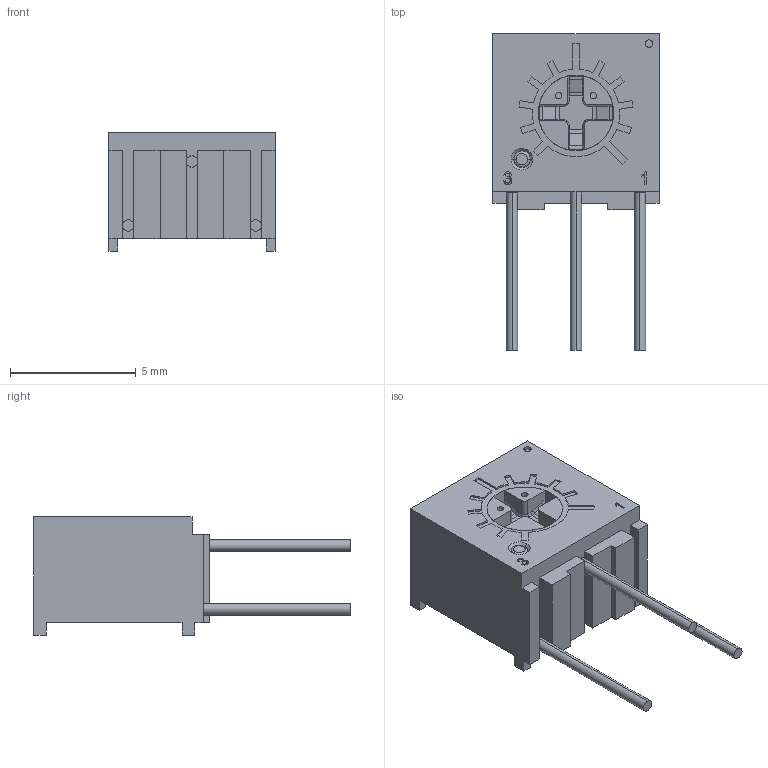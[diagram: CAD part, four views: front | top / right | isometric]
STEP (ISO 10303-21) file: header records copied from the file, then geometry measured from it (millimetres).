
FILE_DESCRIPTION (( 'STEP AP214' ), '1' );
FILE_NAME ('3362W-1-203LF.STEP', '2021-08-13T01:16:49', ( '' ), ( '' ), 'SwSTEP 2.0', 'SolidWorks 2017', '' );
FILE_SCHEMA (( 'AUTOMOTIVE_DESIGN' ));
Length unit declared in the file: millimetre
Products named in the file (1): 3362W-1-203LF
Bounding box: 6.6 x 12.58 x 4.7 mm (x, y, z)
Volume: 184.4 mm3; surface area: 304 mm2
Topology: 6 solids, 6 shells, 225 faces, 571 edges, 366 vertices
Faces by surface type: plane 130, cylinder 55, cone 22, bspline 16, torus 2
Entity records: 7604 total; most frequent: CARTESIAN_POINT 2107, ORIENTED_EDGE 1142, DIRECTION 1095, EDGE_CURVE 571, LINE 387, VECTOR 387, VERTEX_POINT 366, AXIS2_PLACEMENT_3D 354
